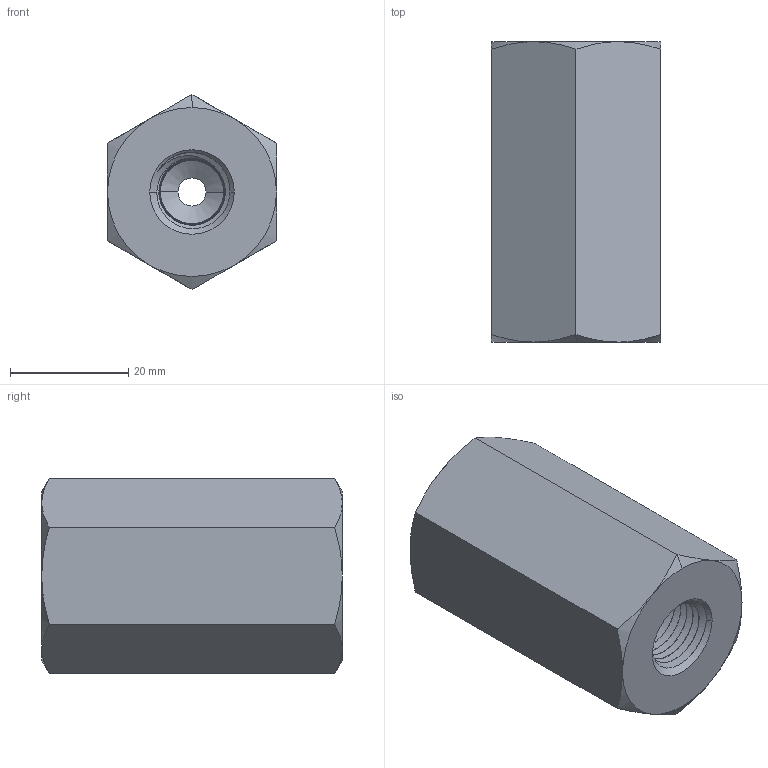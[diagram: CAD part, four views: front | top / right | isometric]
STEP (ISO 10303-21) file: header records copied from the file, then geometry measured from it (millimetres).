
FILE_DESCRIPTION (( 'STEP AP203' ), '1' );
FILE_NAME ('AD-296FSS-4FNPT.STEP', '2025-07-29T20:17:31', ( '' ), ( '' ), 'SwSTEP 2.0', 'SolidWorks 2018', '' );
FILE_SCHEMA (( 'CONFIG_CONTROL_DESIGN' ));
Length unit declared in the file: inch
Products named in the file (1): AD-296FSS-4FNPT
Bounding box: 28.57 x 50.8 x 33 mm (x, y, z)
Volume: 27391.2 mm3; surface area: 9188.6 mm2
Topology: 1 solids, 1 shells, 155 faces, 415 edges, 270 vertices
Faces by surface type: bspline 60, cone 39, plane 33, cylinder 23
Entity records: 14586 total; most frequent: CARTESIAN_POINT 11211, ORIENTED_EDGE 830, DIRECTION 429, EDGE_CURVE 415, VERTEX_POINT 270, B_SPLINE_CURVE_WITH_KNOTS 216, EDGE_LOOP 165, VECTOR 159
